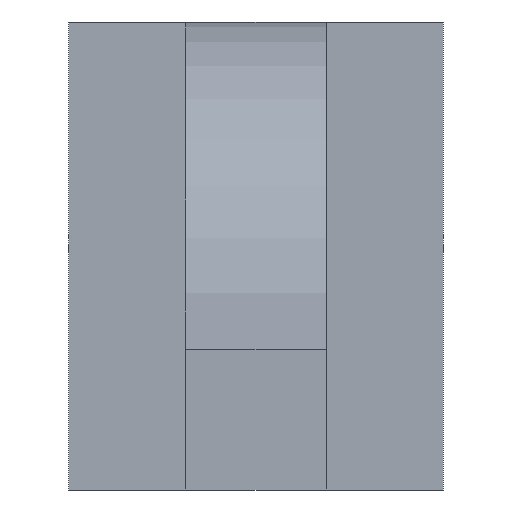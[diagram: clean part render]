
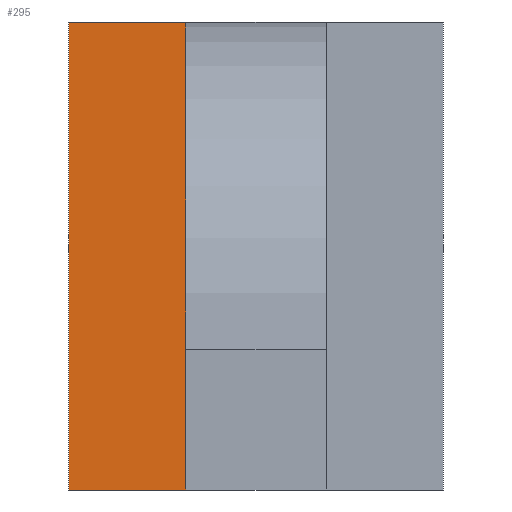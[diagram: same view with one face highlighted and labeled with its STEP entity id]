
A CAD part, front view. The second image highlights one B-rep face of the part: STEP entity #295.
In plain terms, the highlighted planar face has unit normal (0, -1, 0).
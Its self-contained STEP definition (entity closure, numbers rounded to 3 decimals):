
#30=FACE_OUTER_BOUND('',#46,.T.);
#46=EDGE_LOOP('',(#202,#203,#204,#205));
#63=LINE('',#428,#100);
#64=LINE('',#430,#101);
#65=LINE('',#432,#102);
#66=LINE('',#433,#103);
#100=VECTOR('',#353,10.);
#101=VECTOR('',#354,10.);
#102=VECTOR('',#355,10.);
#103=VECTOR('',#356,10.);
#137=VERTEX_POINT('',#426);
#138=VERTEX_POINT('',#427);
#139=VERTEX_POINT('',#429);
#140=VERTEX_POINT('',#431);
#163=EDGE_CURVE('',#137,#138,#63,.T.);
#164=EDGE_CURVE('',#139,#137,#64,.T.);
#165=EDGE_CURVE('',#140,#139,#65,.T.);
#166=EDGE_CURVE('',#140,#138,#66,.T.);
#202=ORIENTED_EDGE('',*,*,#163,.F.);
#203=ORIENTED_EDGE('',*,*,#164,.F.);
#204=ORIENTED_EDGE('',*,*,#165,.F.);
#205=ORIENTED_EDGE('',*,*,#166,.T.);
#280=PLANE('',#331);
#295=ADVANCED_FACE('',(#30),#280,.F.);
#331=AXIS2_PLACEMENT_3D('',#425,#351,#352);
#351=DIRECTION('center_axis',(0.,1.,0.));
#352=DIRECTION('ref_axis',(-1.,0.,0.));
#353=DIRECTION('',(1.,0.,0.));
#354=DIRECTION('',(0.,0.,1.));
#355=DIRECTION('',(-1.,0.,0.));
#356=DIRECTION('',(0.,0.,1.));
#425=CARTESIAN_POINT('Origin',(-1.5,-3.,-5.));
#426=CARTESIAN_POINT('',(-4.,-3.,5.));
#427=CARTESIAN_POINT('',(-1.5,-3.,5.));
#428=CARTESIAN_POINT('',(1.25,-3.,5.));
#429=CARTESIAN_POINT('',(-4.,-3.,-5.));
#430=CARTESIAN_POINT('',(-4.,-3.,0.));
#431=CARTESIAN_POINT('',(-1.5,-3.,-5.));
#432=CARTESIAN_POINT('',(-2.75,-3.,-5.));
#433=CARTESIAN_POINT('',(-1.5,-3.,-5.));
